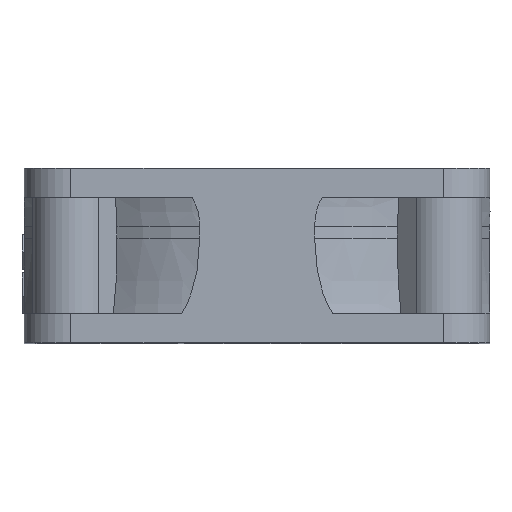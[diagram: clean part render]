
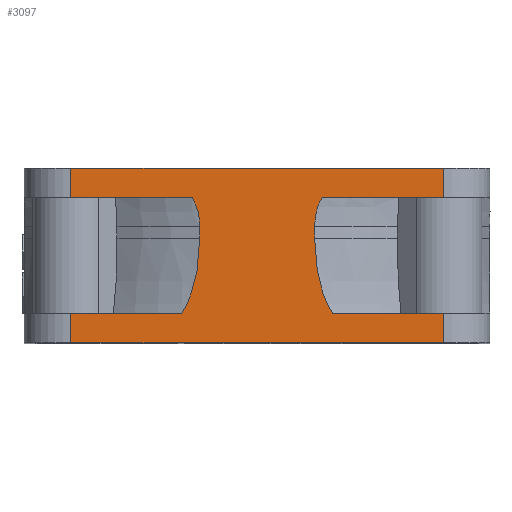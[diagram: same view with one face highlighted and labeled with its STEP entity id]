
A CAD part, top view. The second image highlights one B-rep face of the part: STEP entity #3097.
In plain terms, the highlighted planar face has unit normal (0, 0, 1).
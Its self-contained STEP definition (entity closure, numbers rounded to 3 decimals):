
#344=DIRECTION('',(-1.,0.,0.));
#345=VECTOR('',#344,32.);
#346=CARTESIAN_POINT('',(16.,15.,20.));
#347=LINE('',#346,#345);
#452=DIRECTION('',(0.,-1.,0.));
#453=VECTOR('',#452,2.493);
#454=CARTESIAN_POINT('',(-16.,15.,20.));
#455=LINE('',#454,#453);
#576=DIRECTION('',(0.,1.,0.));
#577=VECTOR('',#576,2.5);
#578=CARTESIAN_POINT('',(16.,0.,20.));
#579=LINE('',#578,#577);
#584=DIRECTION('',(-1.,0.,0.));
#585=VECTOR('',#584,32.);
#586=CARTESIAN_POINT('',(16.,0.,20.));
#587=LINE('',#586,#585);
#588=CARTESIAN_POINT('',(4.936,9.,20.));
#589=CARTESIAN_POINT('',(4.937,8.595,20.));
#590=CARTESIAN_POINT('',(4.961,7.826,20.));
#591=CARTESIAN_POINT('',(5.061,6.801,20.));
#592=CARTESIAN_POINT('',(5.211,5.883,20.));
#593=CARTESIAN_POINT('',(5.403,5.059,20.));
#594=CARTESIAN_POINT('',(5.632,4.317,20.));
#595=CARTESIAN_POINT('',(5.892,3.649,20.));
#596=CARTESIAN_POINT('',(6.179,3.045,20.));
#597=CARTESIAN_POINT('',(6.389,2.676,20.));
#598=CARTESIAN_POINT('',(6.499,2.5,20.));
#604=DIRECTION('',(0.,-1.,0.));
#605=VECTOR('',#604,2.5);
#606=CARTESIAN_POINT('',(-16.,2.5,20.));
#607=LINE('',#606,#605);
#631=DIRECTION('',(-1.,0.,0.));
#632=VECTOR('',#631,9.501);
#633=CARTESIAN_POINT('',(-6.499,2.5,20.));
#634=LINE('',#633,#632);
#708=DIRECTION('',(1.,0.,0.));
#709=VECTOR('',#708,10.413);
#710=CARTESIAN_POINT('',(-16.,12.507,20.));
#711=LINE('',#710,#709);
#738=CARTESIAN_POINT('',(-5.587,12.507,20.));
#739=CARTESIAN_POINT('',(-5.451,12.286,20.));
#740=CARTESIAN_POINT('',(-5.221,11.806,20.));
#741=CARTESIAN_POINT('',(-4.985,10.953,20.));
#742=CARTESIAN_POINT('',(-4.936,10.329,20.));
#743=CARTESIAN_POINT('',(-4.936,10.,20.));
#762=DIRECTION('',(0.,-1.,0.));
#763=VECTOR('',#762,1.);
#764=CARTESIAN_POINT('',(-4.936,10.,20.));
#765=LINE('',#764,#763);
#780=CARTESIAN_POINT('',(-4.936,9.,20.));
#781=CARTESIAN_POINT('',(-4.937,8.595,20.));
#782=CARTESIAN_POINT('',(-4.961,7.826,20.));
#783=CARTESIAN_POINT('',(-5.06,6.808,20.));
#784=CARTESIAN_POINT('',(-5.208,5.896,20.));
#785=CARTESIAN_POINT('',(-5.401,5.071,20.));
#786=CARTESIAN_POINT('',(-5.63,4.326,20.));
#787=CARTESIAN_POINT('',(-5.891,3.652,20.));
#788=CARTESIAN_POINT('',(-6.18,3.044,20.));
#789=CARTESIAN_POINT('',(-6.39,2.675,20.));
#790=CARTESIAN_POINT('',(-6.499,2.5,20.));
#792=DIRECTION('',(0.,1.,0.));
#793=VECTOR('',#792,2.493);
#794=CARTESIAN_POINT('',(16.,12.507,20.));
#795=LINE('',#794,#793);
#809=DIRECTION('',(1.,0.,0.));
#810=VECTOR('',#809,10.413);
#811=CARTESIAN_POINT('',(5.587,12.507,20.));
#812=LINE('',#811,#810);
#882=DIRECTION('',(-1.,0.,0.));
#883=VECTOR('',#882,9.501);
#884=CARTESIAN_POINT('',(16.,2.5,20.));
#885=LINE('',#884,#883);
#961=DIRECTION('',(0.,1.,0.));
#962=VECTOR('',#961,1.);
#963=CARTESIAN_POINT('',(4.936,9.,20.));
#964=LINE('',#963,#962);
#977=CARTESIAN_POINT('',(4.936,10.,20.));
#978=CARTESIAN_POINT('',(4.936,10.33,20.));
#979=CARTESIAN_POINT('',(4.985,10.956,20.));
#980=CARTESIAN_POINT('',(5.222,11.809,20.));
#981=CARTESIAN_POINT('',(5.452,12.287,20.));
#982=CARTESIAN_POINT('',(5.587,12.507,20.));
#2067=CARTESIAN_POINT('',(-16.,0.,20.));
#2068=VERTEX_POINT('',#2067);
#2069=CARTESIAN_POINT('',(16.,0.,20.));
#2070=VERTEX_POINT('',#2069);
#2174=CARTESIAN_POINT('',(16.,2.5,20.));
#2175=VERTEX_POINT('',#2174);
#2176=CARTESIAN_POINT('',(-16.,2.5,20.));
#2177=VERTEX_POINT('',#2176);
#2178=CARTESIAN_POINT('',(-6.499,2.5,20.));
#2179=VERTEX_POINT('',#2178);
#2180=VERTEX_POINT('',#780);
#2181=CARTESIAN_POINT('',(-4.936,10.,20.));
#2182=VERTEX_POINT('',#2181);
#2183=VERTEX_POINT('',#738);
#2184=CARTESIAN_POINT('',(-16.,12.507,20.));
#2185=VERTEX_POINT('',#2184);
#2186=CARTESIAN_POINT('',(-16.,15.,20.));
#2187=VERTEX_POINT('',#2186);
#2188=CARTESIAN_POINT('',(16.,15.,20.));
#2189=VERTEX_POINT('',#2188);
#2190=CARTESIAN_POINT('',(16.,12.507,20.));
#2191=VERTEX_POINT('',#2190);
#2192=CARTESIAN_POINT('',(5.587,12.507,20.));
#2193=VERTEX_POINT('',#2192);
#2194=VERTEX_POINT('',#977);
#2195=CARTESIAN_POINT('',(4.936,9.,20.));
#2196=VERTEX_POINT('',#2195);
#2197=VERTEX_POINT('',#598);
#3062=CARTESIAN_POINT('',(0.,7.5,20.));
#3063=DIRECTION('',(0.,0.,1.));
#3064=DIRECTION('',(1.,0.,0.));
#3065=AXIS2_PLACEMENT_3D('',#3062,#3063,#3064);
#3066=PLANE('',#3065);
#3067=ORIENTED_EDGE('',*,*,#2575,.T.);
#3069=ORIENTED_EDGE('',*,*,#3068,.F.);
#3071=ORIENTED_EDGE('',*,*,#3070,.F.);
#3073=ORIENTED_EDGE('',*,*,#3072,.F.);
#3075=ORIENTED_EDGE('',*,*,#3074,.F.);
#3077=ORIENTED_EDGE('',*,*,#3076,.F.);
#3079=ORIENTED_EDGE('',*,*,#3078,.F.);
#3080=ORIENTED_EDGE('',*,*,#2870,.F.);
#3081=ORIENTED_EDGE('',*,*,#2812,.F.);
#3083=ORIENTED_EDGE('',*,*,#3082,.F.);
#3085=ORIENTED_EDGE('',*,*,#3084,.F.);
#3087=ORIENTED_EDGE('',*,*,#3086,.F.);
#3089=ORIENTED_EDGE('',*,*,#3088,.F.);
#3091=ORIENTED_EDGE('',*,*,#3090,.T.);
#3093=ORIENTED_EDGE('',*,*,#3092,.F.);
#3094=ORIENTED_EDGE('',*,*,#3053,.F.);
#3095=EDGE_LOOP('',(#3067,#3069,#3071,#3073,#3075,#3077,#3079,#3080,#3081,#3083,
#3085,#3087,#3089,#3091,#3093,#3094));
#3096=FACE_OUTER_BOUND('',#3095,.F.);
#3097=ADVANCED_FACE('',(#3096),#3066,.T.);
#599=B_SPLINE_CURVE_WITH_KNOTS('',3,(#588,#589,#590,#591,#592,#593,#594,#595,
#596,#597,#598),.UNSPECIFIED.,.F.,.F.,(4,1,1,1,1,1,1,1,4),(0.,0.125,0.25,
0.375,0.5,0.625,0.75,0.875,1.),.UNSPECIFIED.);
#744=B_SPLINE_CURVE_WITH_KNOTS('',3,(#738,#739,#740,#741,#742,#743),
.UNSPECIFIED.,.F.,.F.,(4,1,1,4),(0.,0.333,0.667,1.),
.UNSPECIFIED.);
#791=B_SPLINE_CURVE_WITH_KNOTS('',3,(#780,#781,#782,#783,#784,#785,#786,#787,
#788,#789,#790),.UNSPECIFIED.,.F.,.F.,(4,1,1,1,1,1,1,1,4),(0.,0.125,0.25,
0.375,0.5,0.625,0.75,0.875,1.),.UNSPECIFIED.);
#983=B_SPLINE_CURVE_WITH_KNOTS('',3,(#977,#978,#979,#980,#981,#982),
.UNSPECIFIED.,.F.,.F.,(4,1,1,4),(0.,0.333,0.667,1.),
.UNSPECIFIED.);
#2575=EDGE_CURVE('',#2070,#2068,#587,.T.);
#2812=EDGE_CURVE('',#2189,#2187,#347,.T.);
#2870=EDGE_CURVE('',#2187,#2185,#455,.T.);
#3053=EDGE_CURVE('',#2070,#2175,#579,.T.);
#3068=EDGE_CURVE('',#2177,#2068,#607,.T.);
#3070=EDGE_CURVE('',#2179,#2177,#634,.T.);
#3072=EDGE_CURVE('',#2180,#2179,#791,.T.);
#3074=EDGE_CURVE('',#2182,#2180,#765,.T.);
#3076=EDGE_CURVE('',#2183,#2182,#744,.T.);
#3078=EDGE_CURVE('',#2185,#2183,#711,.T.);
#3082=EDGE_CURVE('',#2191,#2189,#795,.T.);
#3084=EDGE_CURVE('',#2193,#2191,#812,.T.);
#3086=EDGE_CURVE('',#2194,#2193,#983,.T.);
#3088=EDGE_CURVE('',#2196,#2194,#964,.T.);
#3090=EDGE_CURVE('',#2196,#2197,#599,.T.);
#3092=EDGE_CURVE('',#2175,#2197,#885,.T.);
